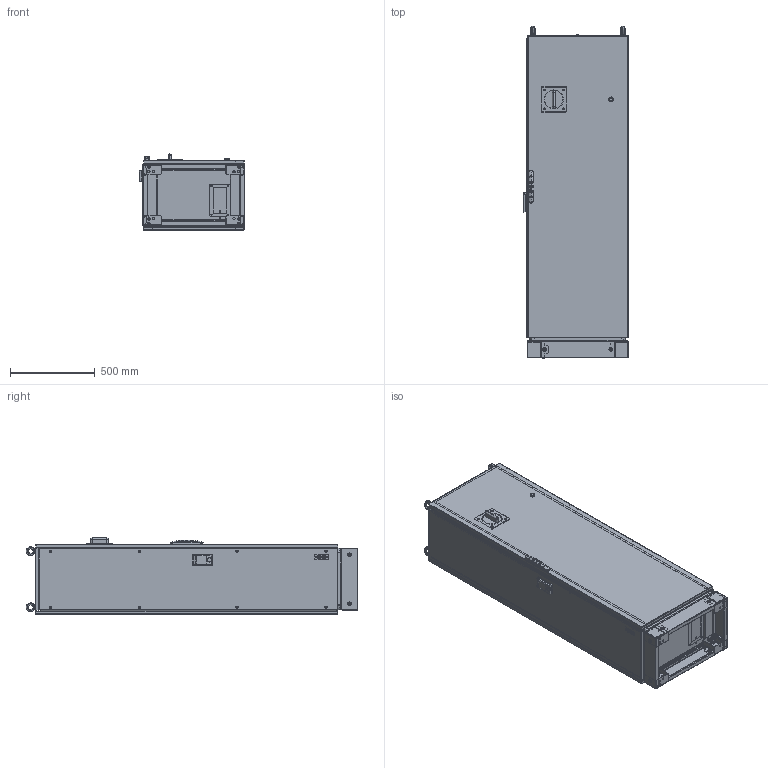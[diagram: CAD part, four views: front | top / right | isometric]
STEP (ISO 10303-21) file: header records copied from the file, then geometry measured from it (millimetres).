
FILE_DESCRIPTION (( 'STEP AP214' ), '1' );
FILE_NAME ('IPAK2v2 1K5 STD (UK).STEP', '2022-02-09T09:39:45', ( '' ), ( '' ), 'SwSTEP 2.0', 'SolidWorks 2021', '' );
FILE_SCHEMA (( 'AUTOMOTIVE_DESIGN' ));
Length unit declared in the file: millimetre
Products named in the file (1): IPAK2v2 1K5 STD (UK)
Bounding box: 625.28 x 1958 x 448.5 mm (x, y, z)
Surface area: 7734917.3 mm2 (no closed solid volume)
Topology: 0 solids, 164 shells, 1078 faces, 6735 edges, 5722 vertices
Faces by surface type: plane 417, cylinder 302, bspline 200, cone 123, torus 32, sphere 4
Entity records: 97826 total; most frequent: CARTESIAN_POINT 37214, DIRECTION 9687, ORIENTED_EDGE 8299, EDGE_CURVE 6727, VERTEX_POINT 5722, AXIS2_PLACEMENT_3D 3255, VECTOR 3177, LINE 3177
